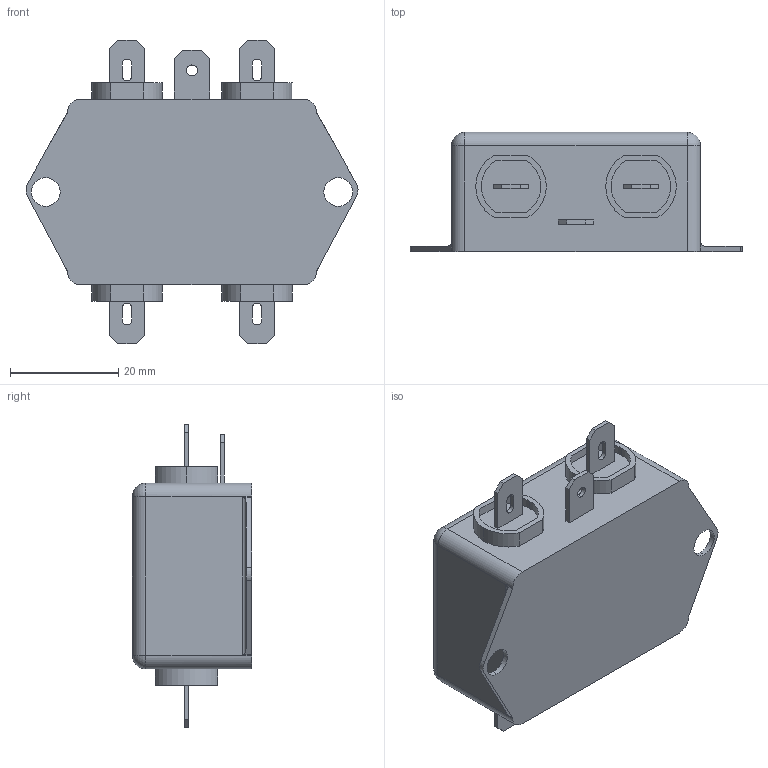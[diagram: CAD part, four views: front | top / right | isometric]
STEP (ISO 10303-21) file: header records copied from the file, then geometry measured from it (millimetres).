
FILE_DESCRIPTION (( 'STEP AP214' ), '1' );
FILE_NAME ('RES10F06.STEP', '2015-09-21T14:15:26', ( '' ), ( '' ), 'SwSTEP 2.0', 'SolidWorks 2015', '' );
FILE_SCHEMA (( 'AUTOMOTIVE_DESIGN' ));
Length unit declared in the file: millimetre
Products named in the file (1): RES10F06
Bounding box: 61.3 x 22 x 56.1 mm (x, y, z)
Volume: 35744.3 mm3; surface area: 8152.9 mm2
Topology: 1 solids, 1 shells, 145 faces, 378 edges, 240 vertices
Faces by surface type: plane 79, cylinder 58, sphere 4, bspline 4
Entity records: 4526 total; most frequent: CARTESIAN_POINT 892, DIRECTION 754, ORIENTED_EDGE 740, EDGE_CURVE 370, AXIS2_PLACEMENT_3D 254, LINE 246, VECTOR 246, VERTEX_POINT 240
